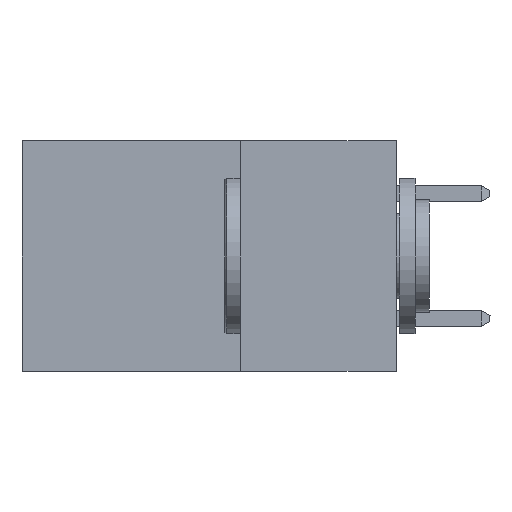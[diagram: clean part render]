
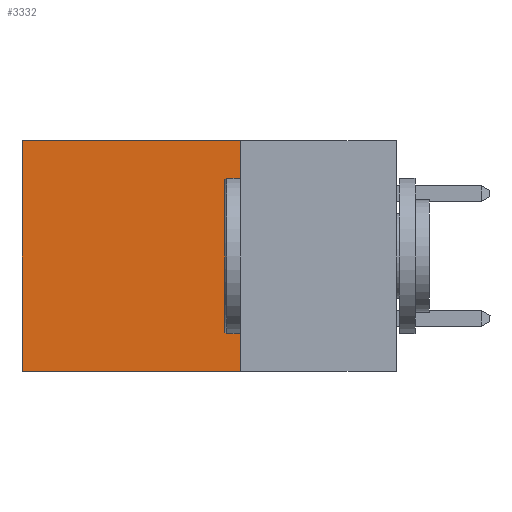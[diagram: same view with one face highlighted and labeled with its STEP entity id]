
A CAD part, left-side view. The second image highlights one B-rep face of the part: STEP entity #3332.
In plain terms, the highlighted planar face has unit normal (-1, 0, 0).
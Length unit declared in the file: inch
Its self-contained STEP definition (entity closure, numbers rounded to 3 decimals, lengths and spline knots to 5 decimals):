
#357 = VERTEX_POINT ( 'NONE', #13674 ) ;
#412 = LINE ( 'NONE', #14830, #13683 ) ;
#2051 = VERTEX_POINT ( 'NONE', #11836 ) ;
#2434 = EDGE_CURVE ( 'NONE', #8003, #357, #6567, .T. ) ;
#2858 = DIRECTION ( 'NONE',  ( 0., 0., -1. ) ) ;
#2870 = DIRECTION ( 'NONE',  ( 1., 0., 0. ) ) ;
#2928 = PLANE ( 'NONE',  #9795 ) ;
#3094 = CARTESIAN_POINT ( 'NONE',  ( 0.2615, 0.25, -0.37 ) ) ;
#3332 = ADVANCED_FACE ( 'NONE', ( #14539 ), #2928, .F. ) ;
#4217 = VERTEX_POINT ( 'NONE', #10417 ) ;
#4895 = DIRECTION ( 'NONE',  ( 0., 0., -1. ) ) ;
#5037 = EDGE_CURVE ( 'NONE', #8003, #4217, #12077, .T. ) ;
#5107 = VECTOR ( 'NONE', #15834, 39.37008 ) ;
#5482 = CARTESIAN_POINT ( 'NONE',  ( 0.2615, 0.25, -0.37 ) ) ;
#6567 = LINE ( 'NONE', #5482, #12712 ) ;
#7099 = EDGE_CURVE ( 'NONE', #357, #2051, #412, .T. ) ;
#7846 = CARTESIAN_POINT ( 'NONE',  ( 0.2615, 0.25, 0. ) ) ;
#8003 = VERTEX_POINT ( 'NONE', #7846 ) ;
#9369 = ORIENTED_EDGE ( 'NONE', *, *, #2434, .F. ) ;
#9795 = AXIS2_PLACEMENT_3D ( 'NONE', #3094, #2870, #2858 ) ;
#10417 = CARTESIAN_POINT ( 'NONE',  ( 0.2615, 0.6, 0. ) ) ;
#11237 = EDGE_LOOP ( 'NONE', ( #11907, #12117, #9369, #12182 ) ) ;
#11836 = CARTESIAN_POINT ( 'NONE',  ( 0.2615, 0.6, -0.37 ) ) ;
#11907 = ORIENTED_EDGE ( 'NONE', *, *, #14159, .T. ) ;
#12077 = LINE ( 'NONE', #15855, #5107 ) ;
#12117 = ORIENTED_EDGE ( 'NONE', *, *, #7099, .F. ) ;
#12182 = ORIENTED_EDGE ( 'NONE', *, *, #5037, .T. ) ;
#12712 = VECTOR ( 'NONE', #4895, 39.37008 ) ;
#13648 = CARTESIAN_POINT ( 'NONE',  ( 0.2615, 0.6, -0.37 ) ) ;
#13674 = CARTESIAN_POINT ( 'NONE',  ( 0.2615, 0.25, -0.37 ) ) ;
#13683 = VECTOR ( 'NONE', #14824, 39.37008 ) ;
#13749 = DIRECTION ( 'NONE',  ( 0., 0., -1. ) ) ;
#13983 = VECTOR ( 'NONE', #13749, 39.37008 ) ;
#14159 = EDGE_CURVE ( 'NONE', #4217, #2051, #14335, .T. ) ;
#14335 = LINE ( 'NONE', #13648, #13983 ) ;
#14539 = FACE_OUTER_BOUND ( 'NONE', #11237, .T. ) ;
#14824 = DIRECTION ( 'NONE',  ( 0., 1., 0. ) ) ;
#14830 = CARTESIAN_POINT ( 'NONE',  ( 0.2615, 0.25, -0.37 ) ) ;
#15834 = DIRECTION ( 'NONE',  ( 0., 1., 0. ) ) ;
#15855 = CARTESIAN_POINT ( 'NONE',  ( 0.2615, 0.25, 0. ) ) ;
